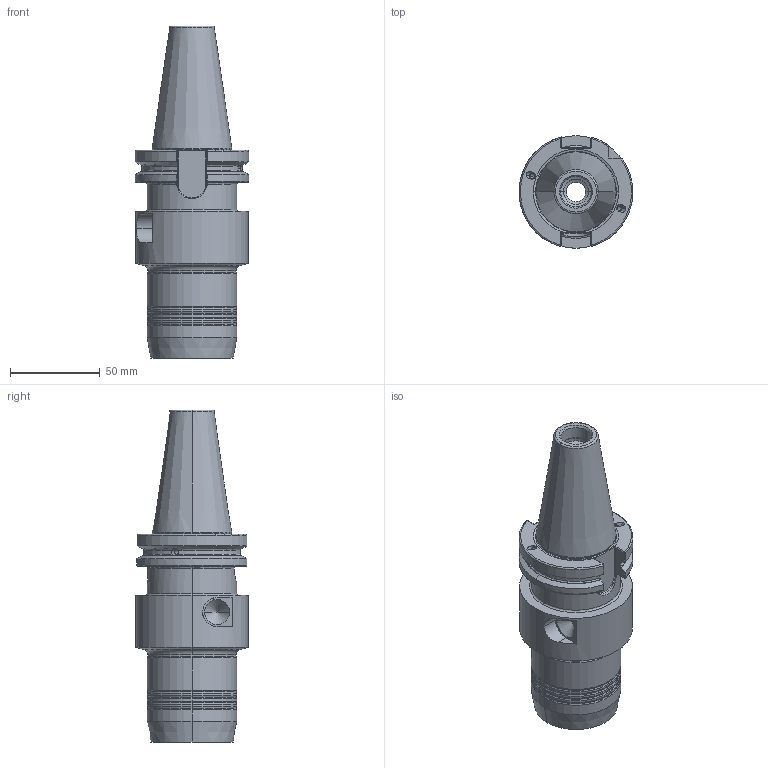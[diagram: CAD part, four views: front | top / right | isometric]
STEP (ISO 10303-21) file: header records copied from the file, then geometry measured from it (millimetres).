
FILE_DESCRIPTION (( 'STEP AP214' ), '1' );
FILE_NAME ('77DC.402.025 x117_step.STEP', '2022-06-29T10:04:34', ( '' ), ( '' ), 'SwSTEP 2.0', 'SolidWorks 2018', '' );
FILE_SCHEMA (( 'AUTOMOTIVE_DESIGN' ));
Length unit declared in the file: millimetre
Products named in the file (1): 77DC.402.025 x117_step
Bounding box: 63.5 x 62.85 x 185.25 mm (x, y, z)
Volume: 291080.8 mm3; surface area: 45729.6 mm2
Topology: 1 solids, 1 shells, 232 faces, 563 edges, 334 vertices
Faces by surface type: cylinder 70, torus 54, cone 46, plane 45, bspline 17
Entity records: 9645 total; most frequent: CARTESIAN_POINT 3822, ORIENTED_EDGE 1122, DIRECTION 1090, EDGE_CURVE 561, AXIS2_PLACEMENT_3D 457, VERTEX_POINT 334, EDGE_LOOP 245, CIRCLE 241
